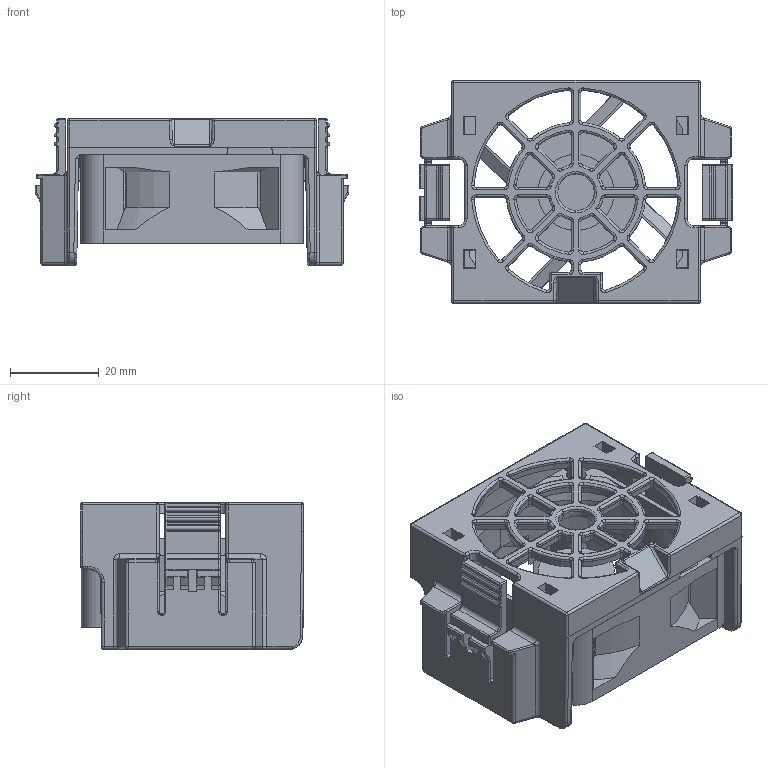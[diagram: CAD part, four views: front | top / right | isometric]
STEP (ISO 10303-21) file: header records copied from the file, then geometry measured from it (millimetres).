
FILE_DESCRIPTION (( 'STEP AP214' ), '1' );
FILE_NAME ('GS20A-FAN-C.STEP', '2020-03-10T20:05:13', ( '' ), ( '' ), 'SwSTEP 2.0', 'SolidWorks 2017', '' );
FILE_SCHEMA (( 'AUTOMOTIVE_DESIGN' ));
Length unit declared in the file: inch
Products named in the file (1): GS20A-FAN-C
Bounding box: 70.6 x 50.2 x 33 mm (x, y, z)
Volume: 24552.7 mm3; surface area: 27052.3 mm2
Topology: 2 solids, 2 shells, 1318 faces, 3414 edges, 2102 vertices
Faces by surface type: plane 421, bspline 397, cylinder 382, cone 116, torus 2
Entity records: 55877 total; most frequent: CARTESIAN_POINT 27565, ORIENTED_EDGE 6808, DIRECTION 4697, EDGE_CURVE 3404, VERTEX_POINT 2102, AXIS2_PLACEMENT_3D 1679, EDGE_LOOP 1394, VECTOR 1339
